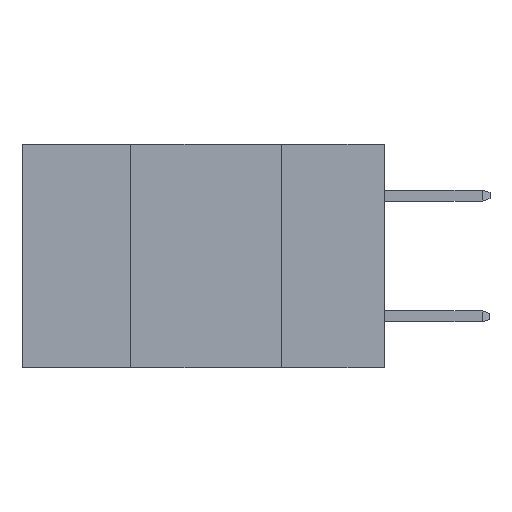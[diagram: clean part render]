
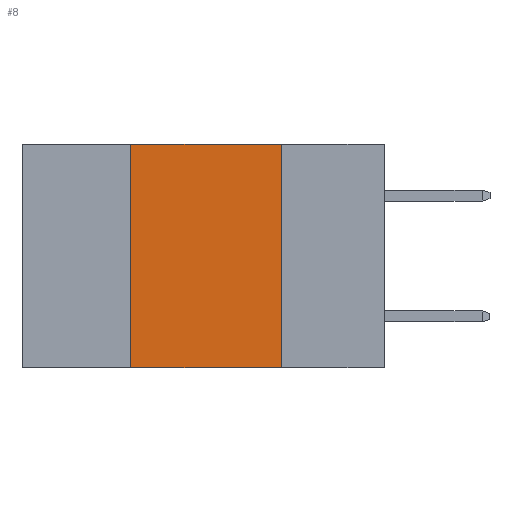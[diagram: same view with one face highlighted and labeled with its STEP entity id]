
A CAD part, left-side view. The second image highlights one B-rep face of the part: STEP entity #8.
In plain terms, the highlighted planar face has unit normal (-1, 0, 0).
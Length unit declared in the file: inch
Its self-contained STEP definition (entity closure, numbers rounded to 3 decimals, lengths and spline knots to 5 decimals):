
#8 = ADVANCED_FACE ( 'NONE', ( #1834 ), #4717, .F. ) ;
#610 = DIRECTION ( 'NONE',  ( 0., -1., 0. ) ) ;
#1448 = VECTOR ( 'NONE', #15319, 39.37008 ) ;
#1834 = FACE_OUTER_BOUND ( 'NONE', #12023, .T. ) ;
#2192 = VERTEX_POINT ( 'NONE', #11142 ) ;
#2819 = VERTEX_POINT ( 'NONE', #6269 ) ;
#3721 = VECTOR ( 'NONE', #4751, 39.37008 ) ;
#4252 = VECTOR ( 'NONE', #23598, 39.37008 ) ;
#4301 = LINE ( 'NONE', #17551, #3721 ) ;
#4717 = PLANE ( 'NONE',  #17826 ) ;
#4751 = DIRECTION ( 'NONE',  ( 0., 0., -1. ) ) ;
#6269 = CARTESIAN_POINT ( 'NONE',  ( 0., 0.17, 0. ) ) ;
#7723 = DIRECTION ( 'NONE',  ( 1., 0., 0. ) ) ;
#9936 = CARTESIAN_POINT ( 'NONE',  ( 0., 0.6, 0. ) ) ;
#11142 = CARTESIAN_POINT ( 'NONE',  ( 0., 0.17, -0.37 ) ) ;
#12023 = EDGE_LOOP ( 'NONE', ( #20408, #12709, #20583, #15278 ) ) ;
#12099 = CARTESIAN_POINT ( 'NONE',  ( 0., 0.6, 0. ) ) ;
#12709 = ORIENTED_EDGE ( 'NONE', *, *, #19003, .F. ) ;
#14860 = CARTESIAN_POINT ( 'NONE',  ( 0., 0.42, -0.37 ) ) ;
#15278 = ORIENTED_EDGE ( 'NONE', *, *, #18568, .T. ) ;
#15319 = DIRECTION ( 'NONE',  ( 0., -1., 0. ) ) ;
#15679 = EDGE_CURVE ( 'NONE', #23392, #18401, #18782, .T. ) ;
#16655 = CARTESIAN_POINT ( 'NONE',  ( 0., 0.42, 0. ) ) ;
#16746 = LINE ( 'NONE', #20535, #1448 ) ;
#17551 = CARTESIAN_POINT ( 'NONE',  ( 0., 0.17, 0. ) ) ;
#17826 = AXIS2_PLACEMENT_3D ( 'NONE', #12099, #7723, #20091 ) ;
#18022 = VECTOR ( 'NONE', #610, 39.37008 ) ;
#18401 = VERTEX_POINT ( 'NONE', #16655 ) ;
#18568 = EDGE_CURVE ( 'NONE', #23392, #2192, #16746, .T. ) ;
#18782 = LINE ( 'NONE', #21774, #4252 ) ;
#19003 = EDGE_CURVE ( 'NONE', #18401, #2819, #22735, .T. ) ;
#19855 = EDGE_CURVE ( 'NONE', #2819, #2192, #4301, .T. ) ;
#20091 = DIRECTION ( 'NONE',  ( 0., 0., -1. ) ) ;
#20408 = ORIENTED_EDGE ( 'NONE', *, *, #19855, .F. ) ;
#20535 = CARTESIAN_POINT ( 'NONE',  ( 0., 0.6, -0.37 ) ) ;
#20583 = ORIENTED_EDGE ( 'NONE', *, *, #15679, .F. ) ;
#21774 = CARTESIAN_POINT ( 'NONE',  ( 0., 0.42, 0. ) ) ;
#22735 = LINE ( 'NONE', #9936, #18022 ) ;
#23392 = VERTEX_POINT ( 'NONE', #14860 ) ;
#23598 = DIRECTION ( 'NONE',  ( 0., 0., 1. ) ) ;
